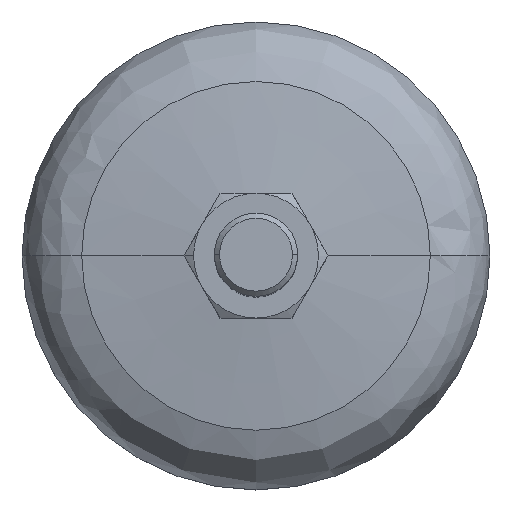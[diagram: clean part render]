
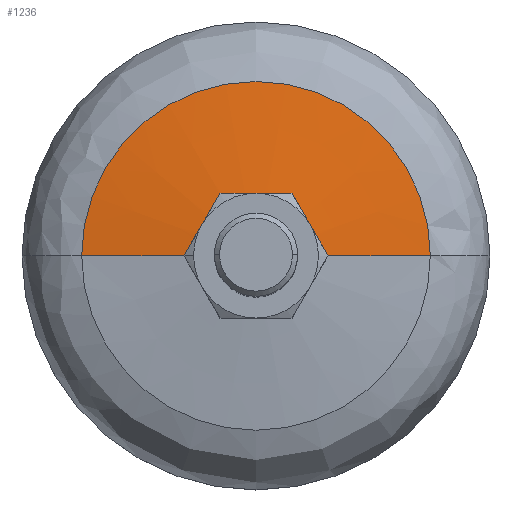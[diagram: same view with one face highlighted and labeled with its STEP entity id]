
A CAD part, top view. The second image highlights one B-rep face of the part: STEP entity #1236.
In plain terms, the highlighted conical face has half-angle 83.25 degrees and reference radius 33.528 mm.
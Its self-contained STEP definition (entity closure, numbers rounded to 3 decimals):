
#35 = CARTESIAN_POINT ( 'NONE',  ( 0., 0., 21. ) ) ;
#50 = DIRECTION ( 'NONE',  ( -1., 0., 0. ) ) ;
#68 = LINE ( 'NONE', #1676, #975 ) ;
#103 = AXIS2_PLACEMENT_3D ( 'NONE', #246, #1064, #1724 ) ;
#150 = DIRECTION ( 'NONE',  ( -1., 0., 0. ) ) ;
#244 = LINE ( 'NONE', #1045, #701 ) ;
#246 = CARTESIAN_POINT ( 'NONE',  ( 0., 0., 21. ) ) ;
#312 = VERTEX_POINT ( 'NONE', #1806 ) ;
#343 = VERTEX_POINT ( 'NONE', #762 ) ;
#478 = AXIS2_PLACEMENT_3D ( 'NONE', #614, #2260, #794 ) ;
#489 = EDGE_CURVE ( 'NONE', #750, #1401, #1065, .T. ) ;
#508 = DIRECTION ( 'NONE',  ( 0., 0., 1. ) ) ;
#511 = ORIENTED_EDGE ( 'NONE', *, *, #489, .T. ) ;
#533 = CARTESIAN_POINT ( 'NONE',  ( -3.578, 6.5, 21. ) ) ;
#566 = CIRCLE ( 'NONE', #103, 7.42 ) ;
#587 = DIRECTION ( 'NONE',  ( 0., 0., -1. ) ) ;
#614 = CARTESIAN_POINT ( 'NONE',  ( 0., 0., 21. ) ) ;
#665 = FACE_OUTER_BOUND ( 'NONE', #2289, .T. ) ;
#684 = DIRECTION ( 'NONE',  ( -1., 0., 0. ) ) ;
#701 = VECTOR ( 'NONE', #2054, 1000. ) ;
#750 = VERTEX_POINT ( 'NONE', #533 ) ;
#758 = ORIENTED_EDGE ( 'NONE', *, *, #935, .F. ) ;
#762 = CARTESIAN_POINT ( 'NONE',  ( -33.528, 0., 17.91 ) ) ;
#794 = DIRECTION ( 'NONE',  ( -1., 0., 0. ) ) ;
#880 = CARTESIAN_POINT ( 'NONE',  ( 0., 0., 17.91 ) ) ;
#935 = EDGE_CURVE ( 'NONE', #2462, #343, #244, .T. ) ;
#975 = VECTOR ( 'NONE', #2281, 1000. ) ;
#1015 = EDGE_CURVE ( 'NONE', #750, #2462, #566, .T. ) ;
#1017 = ORIENTED_EDGE ( 'NONE', *, *, #1015, .F. ) ;
#1045 = CARTESIAN_POINT ( 'NONE',  ( -33.528, 0., 17.91 ) ) ;
#1064 = DIRECTION ( 'NONE',  ( 0., 0., 1. ) ) ;
#1065 = CIRCLE ( 'NONE', #2632, 7.42 ) ;
#1236 = ADVANCED_FACE ( 'NONE', ( #665 ), #1330, .T. ) ;
#1275 = DIRECTION ( 'NONE',  ( 0., 0., -1. ) ) ;
#1330 = CONICAL_SURFACE ( 'NONE', #2051, 33.528, 1.453 ) ;
#1341 = EDGE_CURVE ( 'NONE', #2158, #312, #68, .T. ) ;
#1401 = VERTEX_POINT ( 'NONE', #1444 ) ;
#1417 = ORIENTED_EDGE ( 'NONE', *, *, #1341, .T. ) ;
#1444 = CARTESIAN_POINT ( 'NONE',  ( 3.578, 6.5, 21. ) ) ;
#1578 = AXIS2_PLACEMENT_3D ( 'NONE', #880, #508, #50 ) ;
#1626 = ORIENTED_EDGE ( 'NONE', *, *, #1907, .T. ) ;
#1676 = CARTESIAN_POINT ( 'NONE',  ( 33.528, 0., 17.91 ) ) ;
#1724 = DIRECTION ( 'NONE',  ( -1., 0., 0. ) ) ;
#1731 = EDGE_CURVE ( 'NONE', #2158, #1401, #1969, .T. ) ;
#1736 = CARTESIAN_POINT ( 'NONE',  ( -7.42, 0., 21. ) ) ;
#1806 = CARTESIAN_POINT ( 'NONE',  ( 33.528, 0., 17.91 ) ) ;
#1882 = ORIENTED_EDGE ( 'NONE', *, *, #1731, .F. ) ;
#1907 = EDGE_CURVE ( 'NONE', #312, #343, #2296, .T. ) ;
#1969 = CIRCLE ( 'NONE', #478, 7.42 ) ;
#2051 = AXIS2_PLACEMENT_3D ( 'NONE', #2429, #587, #150 ) ;
#2054 = DIRECTION ( 'NONE',  ( -0.993, 0., -0.118 ) ) ;
#2158 = VERTEX_POINT ( 'NONE', #2406 ) ;
#2260 = DIRECTION ( 'NONE',  ( 0., 0., 1. ) ) ;
#2281 = DIRECTION ( 'NONE',  ( 0.993, 0., -0.118 ) ) ;
#2289 = EDGE_LOOP ( 'NONE', ( #1882, #1417, #1626, #758, #1017, #511 ) ) ;
#2296 = CIRCLE ( 'NONE', #1578, 33.528 ) ;
#2406 = CARTESIAN_POINT ( 'NONE',  ( 7.42, 0., 21. ) ) ;
#2429 = CARTESIAN_POINT ( 'NONE',  ( 0., 0., 17.91 ) ) ;
#2462 = VERTEX_POINT ( 'NONE', #1736 ) ;
#2632 = AXIS2_PLACEMENT_3D ( 'NONE', #35, #1275, #684 ) ;
